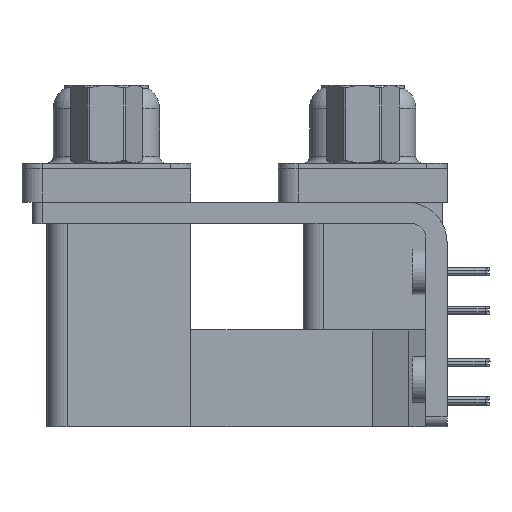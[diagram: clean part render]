
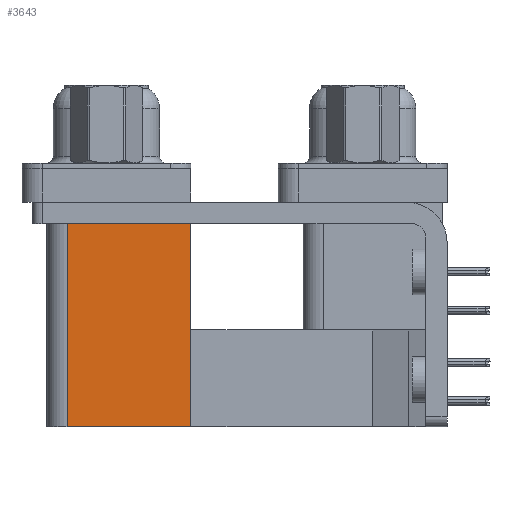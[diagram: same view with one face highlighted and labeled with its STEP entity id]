
A CAD part, left-side view. The second image highlights one B-rep face of the part: STEP entity #3643.
In plain terms, the highlighted planar face has unit normal (-1, 0, 0).
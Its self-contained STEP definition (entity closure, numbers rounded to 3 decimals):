
#690 = ORIENTED_EDGE ( 'NONE', *, *, #16276, .T. ) ;
#1621 = CARTESIAN_POINT ( 'NONE',  ( 3.79, 12.775, -19.2 ) ) ;
#2559 = AXIS2_PLACEMENT_3D ( 'NONE', #5813, #21565, #6793 ) ;
#3596 = CARTESIAN_POINT ( 'NONE',  ( 3.79, 21.975, -19.2 ) ) ;
#3643 = ADVANCED_FACE ( 'NONE', ( #39988 ), #14323, .F. ) ;
#5813 = CARTESIAN_POINT ( 'NONE',  ( 3.79, 12.775, -19.2 ) ) ;
#6793 = DIRECTION ( 'NONE',  ( 0., 1., 0. ) ) ;
#10601 = LINE ( 'NONE', #3596, #36538 ) ;
#12312 = EDGE_CURVE ( 'NONE', #31810, #48482, #44247, .T. ) ;
#14286 = VERTEX_POINT ( 'NONE', #34467 ) ;
#14323 = PLANE ( 'NONE',  #2559 ) ;
#14699 = LINE ( 'NONE', #44623, #42039 ) ;
#15196 = EDGE_CURVE ( 'NONE', #23640, #14286, #10601, .T. ) ;
#15408 = CARTESIAN_POINT ( 'NONE',  ( 3.79, 12.775, -19.2 ) ) ;
#15530 = CARTESIAN_POINT ( 'NONE',  ( 3.79, 12.775, -19.2 ) ) ;
#16276 = EDGE_CURVE ( 'NONE', #48482, #14286, #14699, .T. ) ;
#18324 = CARTESIAN_POINT ( 'NONE',  ( 3.79, 21.975, -19.2 ) ) ;
#20191 = ORIENTED_EDGE ( 'NONE', *, *, #15196, .F. ) ;
#20716 = ORIENTED_EDGE ( 'NONE', *, *, #40113, .F. ) ;
#21565 = DIRECTION ( 'NONE',  ( 1., 0., 0. ) ) ;
#23640 = VERTEX_POINT ( 'NONE', #18324 ) ;
#25919 = DIRECTION ( 'NONE',  ( 0., 1., 0. ) ) ;
#26375 = DIRECTION ( 'NONE',  ( 0., 1., 0. ) ) ;
#30243 = VECTOR ( 'NONE', #26375, 1000. ) ;
#30714 = ORIENTED_EDGE ( 'NONE', *, *, #12312, .T. ) ;
#31810 = VERTEX_POINT ( 'NONE', #15530 ) ;
#32053 = DIRECTION ( 'NONE',  ( 0., 0., 1. ) ) ;
#34039 = DIRECTION ( 'NONE',  ( 0., 0., 1. ) ) ;
#34467 = CARTESIAN_POINT ( 'NONE',  ( 3.79, 21.975, -2.5 ) ) ;
#36538 = VECTOR ( 'NONE', #34039, 1000. ) ;
#38766 = VECTOR ( 'NONE', #32053, 1000. ) ;
#39988 = FACE_OUTER_BOUND ( 'NONE', #47619, .T. ) ;
#40113 = EDGE_CURVE ( 'NONE', #31810, #23640, #49086, .T. ) ;
#42039 = VECTOR ( 'NONE', #25919, 1000. ) ;
#44247 = LINE ( 'NONE', #1621, #38766 ) ;
#44623 = CARTESIAN_POINT ( 'NONE',  ( 3.79, 12.775, -2.5 ) ) ;
#46753 = CARTESIAN_POINT ( 'NONE',  ( 3.79, 12.775, -2.5 ) ) ;
#47619 = EDGE_LOOP ( 'NONE', ( #690, #20191, #20716, #30714 ) ) ;
#48482 = VERTEX_POINT ( 'NONE', #46753 ) ;
#49086 = LINE ( 'NONE', #15408, #30243 ) ;
